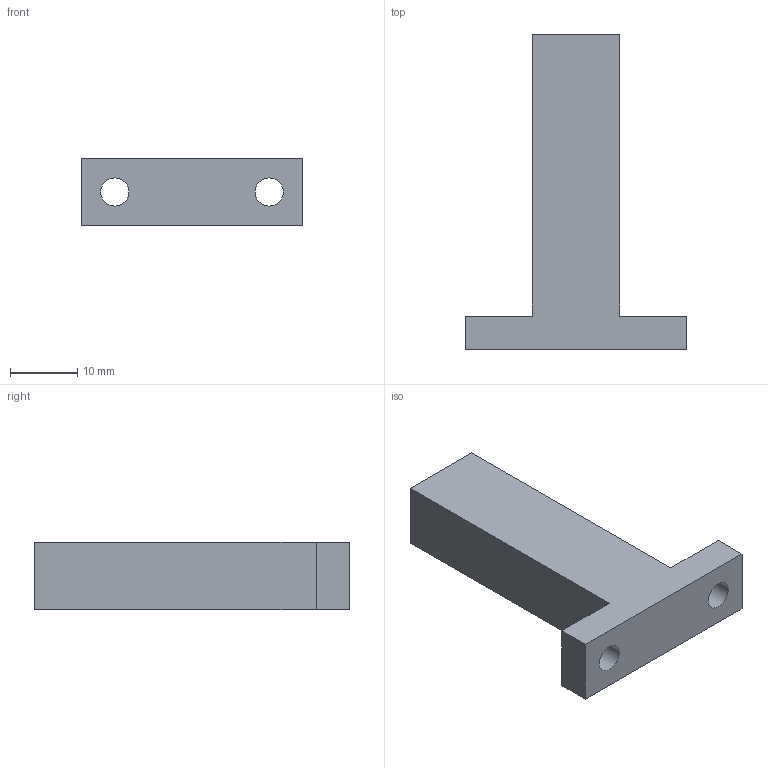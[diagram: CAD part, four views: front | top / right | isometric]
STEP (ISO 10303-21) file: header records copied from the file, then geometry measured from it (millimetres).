
FILE_DESCRIPTION((''),'2;1');
FILE_NAME('DM_CAD-2009_BETAETIGER','2014-09-04T',('Creinig-se'),(''),'PRO/ENGINEER BY PARAMETRIC TECHNOLOGY CORPORATION, 2013050','PRO/ENGINEER BY PARAMETRIC TECHNOLOGY CORPORATION, 2013050','');
FILE_SCHEMA(('CONFIG_CONTROL_DESIGN'));
Length unit declared in the file: millimetre
Products named in the file (1): DM_CAD-2009_BETAETIGER
Bounding box: 33 x 47 x 10 mm (x, y, z)
Volume: 6901.9 mm3; surface area: 3078 mm2
Topology: 1 solids, 1 shells, 18 faces, 49 edges, 38 vertices
Faces by surface type: plane 10, cone 4, cylinder 4
Entity records: 804 total; most frequent: DIRECTION 99, CARTESIAN_POINT 96, ORIENTED_EDGE 88, PRESENTATION_STYLE_ASSIGNMENT 51, STYLED_ITEM 51, CURVE_STYLE 50, EDGE_CURVE 44, VECTOR 37
